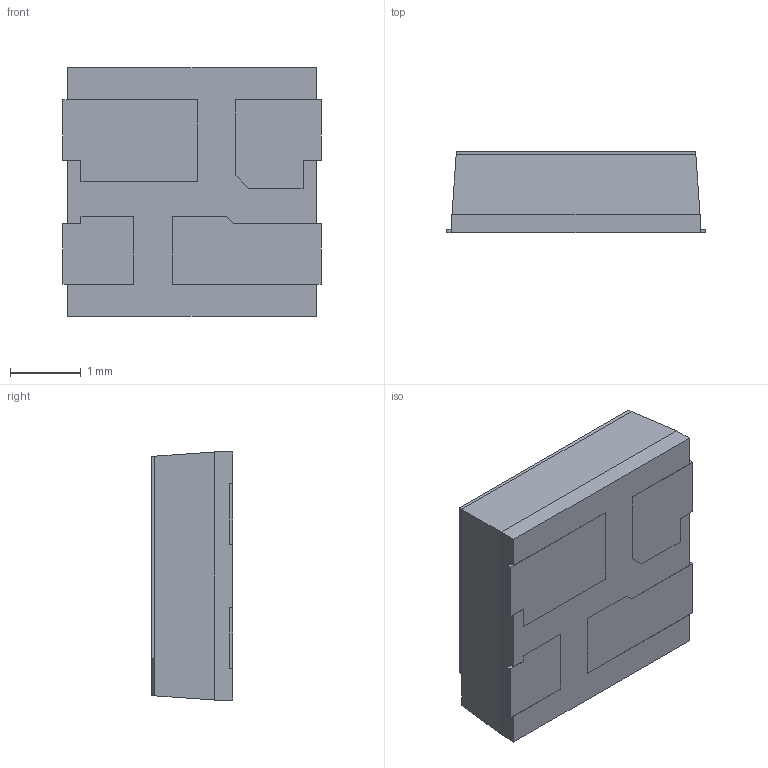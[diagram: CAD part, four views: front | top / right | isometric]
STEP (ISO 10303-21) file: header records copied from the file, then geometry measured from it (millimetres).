
FILE_DESCRIPTION(/* description */ (''),/* implementation_level */ '2;1');
FILE_NAME(/* name */ 'SK6812MINI.step',/* time_stamp */ '2022-03-22T23:00:58-06:00',/* author */ (''),/* organization */ (''),/* preprocessor_version */ 'ST-DEVELOPER v18.1',/* originating_system */ 'Autodesk Translation Framework v10.13.0.1454',/* authorisation */ '');
FILE_SCHEMA (('AUTOMOTIVE_DESIGN { 1 0 10303 214 3 1 1 }'));
Length unit declared in the file: millimetre
Products named in the file (1): SK6812MINI
Bounding box: 3.64 x 1.15 x 3.5 mm (x, y, z)
Volume: 13.9 mm3; surface area: 91.2 mm2
Topology: 7 solids, 7 shells, 81 faces, 194 edges, 128 vertices
Faces by surface type: plane 78, cylinder 2, cone 1
Full cylindrical faces by diameter (mm): 3 x2
Entity records: 2354 total; most frequent: CARTESIAN_POINT 404, ORIENTED_EDGE 388, DIRECTION 364, EDGE_CURVE 194, LINE 188, VECTOR 188, VERTEX_POINT 128, AXIS2_PLACEMENT_3D 88
